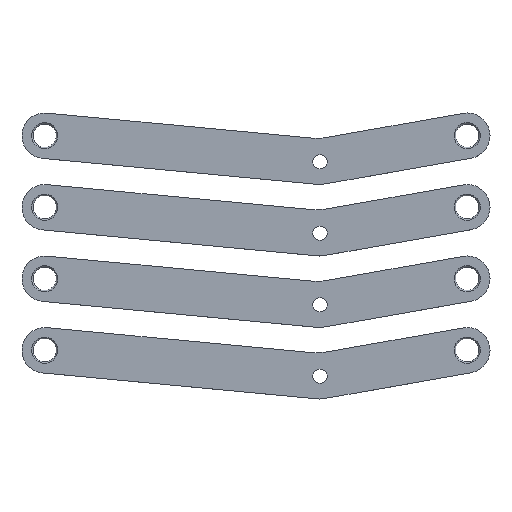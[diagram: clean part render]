
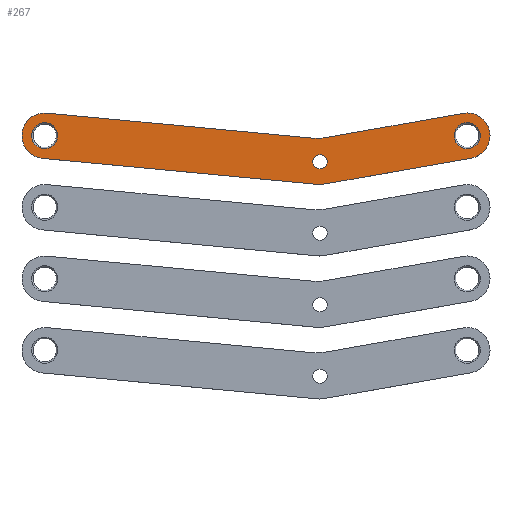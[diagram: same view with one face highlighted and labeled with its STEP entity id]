
A CAD part, top view. The second image highlights one B-rep face of the part: STEP entity #267.
In plain terms, the highlighted planar face has unit normal (0, 0, 1).
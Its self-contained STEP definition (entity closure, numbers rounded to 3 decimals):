
#101=FACE_BOUND('',#397,.T.);
#102=FACE_BOUND('',#398,.T.);
#103=FACE_BOUND('',#399,.T.);
#104=FACE_BOUND('',#400,.T.);
#194=CIRCLE('',#1103,50.);
#196=CIRCLE('',#1107,17.5);
#198=CIRCLE('',#1111,17.5);
#199=CIRCLE('',#1114,5.5);
#204=CIRCLE('',#1121,17.5);
#207=CIRCLE('',#1126,10.);
#208=CIRCLE('',#1127,10.);
#267=ADVANCED_FACE('',(#101,#102,#103,#104),#311,.F.);
#311=PLANE('',#1128);
#397=EDGE_LOOP('',(#563));
#398=EDGE_LOOP('',(#564));
#399=EDGE_LOOP('',(#565,#566,#567,#568,#569,#570,#571,#572));
#400=EDGE_LOOP('',(#573));
#563=ORIENTED_EDGE('',*,*,#875,.T.);
#564=ORIENTED_EDGE('',*,*,#876,.T.);
#565=ORIENTED_EDGE('',*,*,#847,.T.);
#566=ORIENTED_EDGE('',*,*,#851,.T.);
#567=ORIENTED_EDGE('',*,*,#854,.T.);
#568=ORIENTED_EDGE('',*,*,#857,.T.);
#569=ORIENTED_EDGE('',*,*,#860,.T.);
#570=ORIENTED_EDGE('',*,*,#863,.T.);
#571=ORIENTED_EDGE('',*,*,#866,.T.);
#572=ORIENTED_EDGE('',*,*,#872,.T.);
#573=ORIENTED_EDGE('',*,*,#867,.F.);
#743=VERTEX_POINT('',#1584);
#744=VERTEX_POINT('',#1586);
#746=VERTEX_POINT('',#1592);
#748=VERTEX_POINT('',#1598);
#750=VERTEX_POINT('',#1604);
#752=VERTEX_POINT('',#1610);
#754=VERTEX_POINT('',#1616);
#756=VERTEX_POINT('',#1622);
#757=VERTEX_POINT('',#1626);
#763=VERTEX_POINT('',#1644);
#764=VERTEX_POINT('',#1646);
#847=EDGE_CURVE('',#744,#743,#959,.T.);
#851=EDGE_CURVE('',#743,#746,#194,.T.);
#854=EDGE_CURVE('',#746,#748,#964,.T.);
#857=EDGE_CURVE('',#748,#750,#196,.T.);
#860=EDGE_CURVE('',#750,#752,#968,.T.);
#863=EDGE_CURVE('',#752,#754,#198,.T.);
#866=EDGE_CURVE('',#754,#756,#972,.T.);
#867=EDGE_CURVE('',#757,#757,#199,.T.);
#872=EDGE_CURVE('',#756,#744,#204,.T.);
#875=EDGE_CURVE('',#763,#763,#207,.T.);
#876=EDGE_CURVE('',#764,#764,#208,.T.);
#959=LINE('',#1585,#1023);
#964=LINE('',#1599,#1028);
#968=LINE('',#1611,#1032);
#972=LINE('',#1623,#1036);
#1023=VECTOR('',#1276,1.);
#1028=VECTOR('',#1289,1.);
#1032=VECTOR('',#1301,1.);
#1036=VECTOR('',#1313,1.);
#1103=AXIS2_PLACEMENT_3D('',#1593,#1283,#1284);
#1107=AXIS2_PLACEMENT_3D('',#1605,#1295,#1296);
#1111=AXIS2_PLACEMENT_3D('',#1617,#1307,#1308);
#1114=AXIS2_PLACEMENT_3D('',#1625,#1316,#1317);
#1121=AXIS2_PLACEMENT_3D('',#1636,#1330,#1331);
#1126=AXIS2_PLACEMENT_3D('',#1643,#1340,#1341);
#1127=AXIS2_PLACEMENT_3D('',#1645,#1342,#1343);
#1128=AXIS2_PLACEMENT_3D('',#1647,#1344,#1345);
#1276=DIRECTION('',(-0.985,-0.174,0.));
#1283=DIRECTION('',(0.,0.,-1.));
#1284=DIRECTION('',(1.,0.,0.));
#1289=DIRECTION('',(-0.996,0.094,0.));
#1295=DIRECTION('',(0.,0.,1.));
#1296=DIRECTION('',(1.,0.,0.));
#1301=DIRECTION('',(0.996,-0.094,0.));
#1307=DIRECTION('',(0.,0.,1.));
#1308=DIRECTION('',(1.,0.,0.));
#1313=DIRECTION('',(0.985,0.174,0.));
#1316=DIRECTION('',(0.,0.,1.));
#1317=DIRECTION('',(1.,0.,0.));
#1330=DIRECTION('',(0.,0.,1.));
#1331=DIRECTION('',(1.,0.,0.));
#1340=DIRECTION('',(0.,0.,-1.));
#1341=DIRECTION('',(-1.,0.,0.));
#1342=DIRECTION('',(0.,0.,-1.));
#1343=DIRECTION('',(-1.,0.,0.));
#1344=DIRECTION('',(0.,0.,-1.));
#1345=DIRECTION('',(1.,0.,0.));
#1584=CARTESIAN_POINT('',(55.203,91.322,-1.));
#1585=CARTESIAN_POINT('',(159.457,109.733,-1.));
#1586=CARTESIAN_POINT('',(159.457,109.733,-1.));
#1592=CARTESIAN_POINT('',(41.806,90.781,-1.));
#1593=CARTESIAN_POINT('',(46.507,140.56,-1.));
#1598=CARTESIAN_POINT('',(-160.854,109.922,-1.));
#1599=CARTESIAN_POINT('',(41.806,90.781,-1.));
#1604=CARTESIAN_POINT('',(-164.146,75.078,-1.));
#1605=CARTESIAN_POINT('',(-162.5,92.5,-1.));
#1610=CARTESIAN_POINT('',(47.607,55.078,-1.));
#1611=CARTESIAN_POINT('',(-164.146,75.078,-1.));
#1616=CARTESIAN_POINT('',(52.296,55.267,-1.));
#1617=CARTESIAN_POINT('',(49.252,72.5,-1.));
#1622=CARTESIAN_POINT('',(165.543,75.267,-1.));
#1623=CARTESIAN_POINT('',(52.296,55.267,-1.));
#1625=CARTESIAN_POINT('',(49.252,72.5,-1.));
#1626=CARTESIAN_POINT('',(54.752,72.5,-1.));
#1636=CARTESIAN_POINT('',(162.5,92.5,-1.));
#1643=CARTESIAN_POINT('',(-162.5,92.5,-1.));
#1644=CARTESIAN_POINT('',(-172.5,92.5,-1.));
#1645=CARTESIAN_POINT('',(162.5,92.5,-1.));
#1646=CARTESIAN_POINT('',(152.5,92.5,-1.));
#1647=CARTESIAN_POINT('',(46.507,140.56,-1.));
